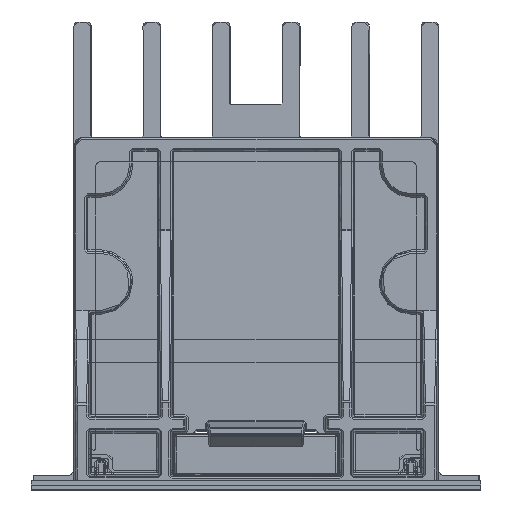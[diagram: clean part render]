
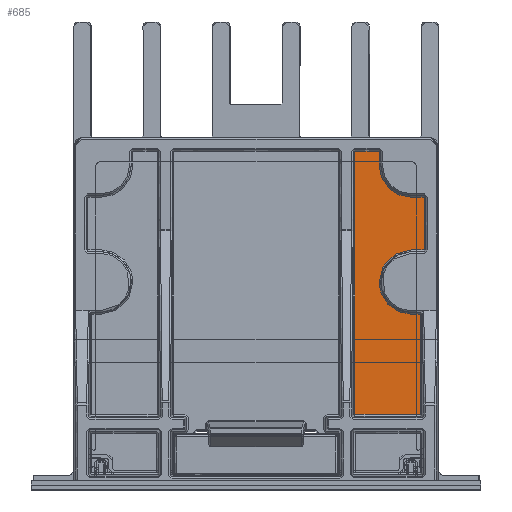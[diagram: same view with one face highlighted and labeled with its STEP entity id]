
A CAD part, front view. The second image highlights one B-rep face of the part: STEP entity #685.
In plain terms, the highlighted planar face has unit normal (0, -1, 0).
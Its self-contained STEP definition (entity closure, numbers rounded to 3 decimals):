
#685=ADVANCED_FACE('',(#1781),#16013,.T.);
#1781=FACE_OUTER_BOUND('',#2887,.T.);
#2887=EDGE_LOOP('',(#6441,#6442,#6443,#6444,#6445,#6446,#6447,#6448,#6449,
#6450,#6451));
#6441=ORIENTED_EDGE('',*,*,#10052,.T.);
#6442=ORIENTED_EDGE('',*,*,#10060,.T.);
#6443=ORIENTED_EDGE('',*,*,#10387,.T.);
#6444=ORIENTED_EDGE('',*,*,#10059,.T.);
#6445=ORIENTED_EDGE('',*,*,#10058,.T.);
#6446=ORIENTED_EDGE('',*,*,#10057,.T.);
#6447=ORIENTED_EDGE('',*,*,#10382,.T.);
#6448=ORIENTED_EDGE('',*,*,#10056,.T.);
#6449=ORIENTED_EDGE('',*,*,#10055,.T.);
#6450=ORIENTED_EDGE('',*,*,#10054,.T.);
#6451=ORIENTED_EDGE('',*,*,#10053,.T.);
#10052=EDGE_CURVE('',#14575,#14576,#13075,.T.);
#10053=EDGE_CURVE('',#14577,#14575,#13076,.T.);
#10054=EDGE_CURVE('',#14578,#14577,#13077,.T.);
#10055=EDGE_CURVE('',#14579,#14578,#13078,.T.);
#10056=EDGE_CURVE('',#14580,#14579,#13079,.T.);
#10057=EDGE_CURVE('',#14582,#14581,#13080,.T.);
#10058=EDGE_CURVE('',#14583,#14582,#13081,.T.);
#10059=EDGE_CURVE('',#14584,#14583,#13082,.T.);
#10060=EDGE_CURVE('',#14576,#14585,#13083,.T.);
#10382=EDGE_CURVE('',#14581,#14580,#11943,.T.);
#10387=EDGE_CURVE('',#14585,#14584,#11948,.T.);
#11943=(
BOUNDED_CURVE()
B_SPLINE_CURVE(2,(#40280,#40281,#40282),.UNSPECIFIED.,.F.,.F.)
B_SPLINE_CURVE_WITH_KNOTS((3,3),(-6.199,0.),.UNSPECIFIED.)
CURVE()
GEOMETRIC_REPRESENTATION_ITEM()
RATIONAL_B_SPLINE_CURVE((1.,0.707,1.))
REPRESENTATION_ITEM('')
);
#11948=(
BOUNDED_CURVE()
B_SPLINE_CURVE(2,(#40295,#40296,#40297,#40298,#40299),.UNSPECIFIED.,.F.,
 .F.)
B_SPLINE_CURVE_WITH_KNOTS((3,2,3),(-12.399,-6.199,
0.),.UNSPECIFIED.)
CURVE()
GEOMETRIC_REPRESENTATION_ITEM()
RATIONAL_B_SPLINE_CURVE((1.,0.707,1.,0.707,1.))
REPRESENTATION_ITEM('')
);
#13075=B_SPLINE_CURVE_WITH_KNOTS('',1,(#39451,#39452),.UNSPECIFIED.,.F.,
 .F.,(2,2),(-12.25,0.),.UNSPECIFIED.);
#13076=B_SPLINE_CURVE_WITH_KNOTS('',1,(#39453,#39454),.UNSPECIFIED.,.F.,
 .F.,(2,2),(-7.991,0.),.UNSPECIFIED.);
#13077=B_SPLINE_CURVE_WITH_KNOTS('',1,(#39455,#39456),.UNSPECIFIED.,.F.,
 .F.,(2,2),(-32.169,0.),.UNSPECIFIED.);
#13078=B_SPLINE_CURVE_WITH_KNOTS('',1,(#39457,#39458),.UNSPECIFIED.,.F.,
 .F.,(2,2),(-2.948,0.),.UNSPECIFIED.);
#13079=B_SPLINE_CURVE_WITH_KNOTS('',1,(#39459,#39460),.UNSPECIFIED.,.F.,
 .F.,(2,2),(-1.672,0.),.UNSPECIFIED.);
#13080=B_SPLINE_CURVE_WITH_KNOTS('',1,(#39461,#39462),.UNSPECIFIED.,.F.,
 .F.,(2,2),(-1.572,0.),.UNSPECIFIED.);
#13081=B_SPLINE_CURVE_WITH_KNOTS('',1,(#39463,#39464),.UNSPECIFIED.,.F.,
 .F.,(2,2),(-6.407,0.),.UNSPECIFIED.);
#13082=B_SPLINE_CURVE_WITH_KNOTS('',1,(#39465,#39466),.UNSPECIFIED.,.F.,
 .F.,(2,2),(-1.572,0.),.UNSPECIFIED.);
#13083=B_SPLINE_CURVE_WITH_KNOTS('',1,(#39467,#39468),.UNSPECIFIED.,.F.,
 .F.,(2,2),(-1.096,0.),.UNSPECIFIED.);
#14575=VERTEX_POINT('',#38523);
#14576=VERTEX_POINT('',#38524);
#14577=VERTEX_POINT('',#38525);
#14578=VERTEX_POINT('',#38526);
#14579=VERTEX_POINT('',#38527);
#14580=VERTEX_POINT('',#38528);
#14581=VERTEX_POINT('',#38529);
#14582=VERTEX_POINT('',#38530);
#14583=VERTEX_POINT('',#38531);
#14584=VERTEX_POINT('',#38532);
#14585=VERTEX_POINT('',#38533);
#16013=PLANE('',#16379);
#16379=AXIS2_PLACEMENT_3D('',#30973,#16661,$);
#16661=DIRECTION('',(0.,-1.,0.));
#30973=CARTESIAN_POINT('',(10.649,-1224.166,-1180.382));
#38523=CARTESIAN_POINT('',(20.096,-1224.166,-1176.555));
#38524=CARTESIAN_POINT('',(20.096,-1224.166,-1164.306));
#38525=CARTESIAN_POINT('',(12.106,-1224.166,-1176.555));
#38526=CARTESIAN_POINT('',(12.106,-1224.166,-1144.387));
#38527=CARTESIAN_POINT('',(15.053,-1224.166,-1144.387));
#38528=CARTESIAN_POINT('',(15.053,-1224.166,-1146.059));
#38529=CARTESIAN_POINT('',(19.,-1224.166,-1150.006));
#38530=CARTESIAN_POINT('',(20.572,-1224.166,-1150.006));
#38531=CARTESIAN_POINT('',(20.572,-1224.166,-1156.412));
#38532=CARTESIAN_POINT('',(19.,-1224.166,-1156.412));
#38533=CARTESIAN_POINT('',(19.,-1224.166,-1164.306));
#39451=CARTESIAN_POINT('',(20.096,-1224.166,-1176.555));
#39452=CARTESIAN_POINT('',(20.096,-1224.166,-1164.306));
#39453=CARTESIAN_POINT('',(12.106,-1224.166,-1176.555));
#39454=CARTESIAN_POINT('',(20.096,-1224.166,-1176.555));
#39455=CARTESIAN_POINT('',(12.106,-1224.166,-1144.387));
#39456=CARTESIAN_POINT('',(12.106,-1224.166,-1176.555));
#39457=CARTESIAN_POINT('',(15.053,-1224.166,-1144.387));
#39458=CARTESIAN_POINT('',(12.106,-1224.166,-1144.387));
#39459=CARTESIAN_POINT('',(15.053,-1224.166,-1146.059));
#39460=CARTESIAN_POINT('',(15.053,-1224.166,-1144.387));
#39461=CARTESIAN_POINT('',(20.572,-1224.166,-1150.006));
#39462=CARTESIAN_POINT('',(19.,-1224.166,-1150.006));
#39463=CARTESIAN_POINT('',(20.572,-1224.166,-1156.412));
#39464=CARTESIAN_POINT('',(20.572,-1224.166,-1150.006));
#39465=CARTESIAN_POINT('',(19.,-1224.166,-1156.412));
#39466=CARTESIAN_POINT('',(20.572,-1224.166,-1156.412));
#39467=CARTESIAN_POINT('',(20.096,-1224.166,-1164.306));
#39468=CARTESIAN_POINT('',(19.,-1224.166,-1164.306));
#40280=CARTESIAN_POINT('',(19.,-1224.166,-1150.006));
#40281=CARTESIAN_POINT('',(15.053,-1224.166,-1150.006));
#40282=CARTESIAN_POINT('',(15.053,-1224.166,-1146.059));
#40295=CARTESIAN_POINT('',(19.,-1224.166,-1164.306));
#40296=CARTESIAN_POINT('',(15.053,-1224.166,-1164.306));
#40297=CARTESIAN_POINT('',(15.053,-1224.166,-1160.359));
#40298=CARTESIAN_POINT('',(15.053,-1224.166,-1156.412));
#40299=CARTESIAN_POINT('',(19.,-1224.166,-1156.412));
